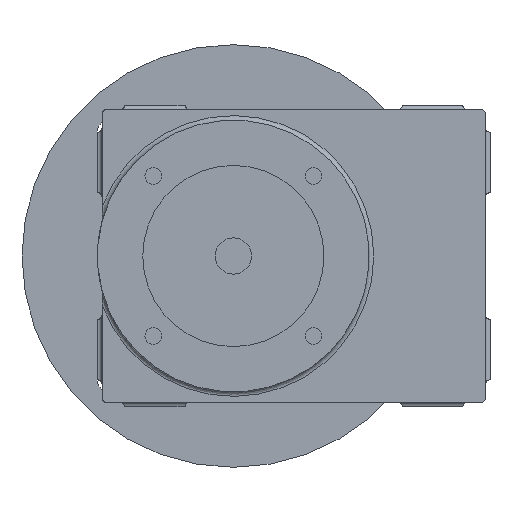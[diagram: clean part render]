
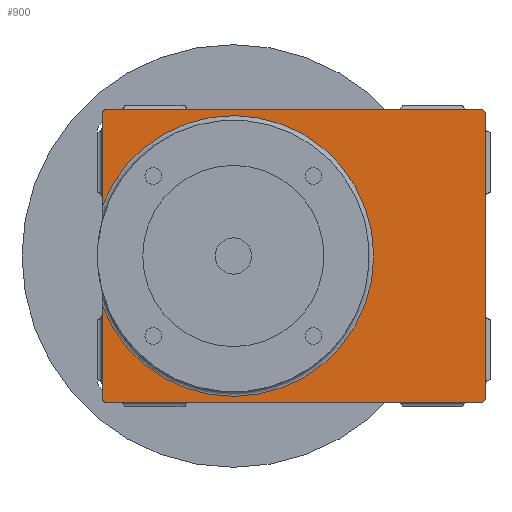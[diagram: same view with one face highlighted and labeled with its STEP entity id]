
A CAD part, left-side view. The second image highlights one B-rep face of the part: STEP entity #900.
In plain terms, the highlighted planar face has unit normal (-1, 0, 0).
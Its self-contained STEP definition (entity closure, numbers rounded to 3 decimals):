
#719=CARTESIAN_POINT('',(1.5,43.5,-16.432));
#720=VERTEX_POINT('',#719);
#736=CARTESIAN_POINT('',(1.5,43.5,16.432));
#737=VERTEX_POINT('',#736);
#738=CARTESIAN_POINT('',(1.5,0.,0.0));
#739=DIRECTION('',(-1.0,0.0,0.0));
#740=DIRECTION('',(0.0,-1.0,0.0));
#741=AXIS2_PLACEMENT_3D('',#738,#739,#740);
#742=CIRCLE('',#741,46.5);
#743=EDGE_CURVE('',#720,#737,#742,.T.);
#818=CARTESIAN_POINT('',(1.5,-83.5,0.0));
#819=DIRECTION('',(-1.0,0.0,0.0));
#820=DIRECTION('',(0.0,0.0,1.0));
#821=AXIS2_PLACEMENT_3D('',#818,#819,#820);
#822=PLANE('',#821);
#823=ORIENTED_EDGE('',*,*,#743,.F.);
#824=CARTESIAN_POINT('',(1.5,43.5,-47.));
#825=VERTEX_POINT('',#824);
#826=CARTESIAN_POINT('',(1.5,43.5,-47.));
#827=DIRECTION('',(0.0,0.0,1.0));
#828=VECTOR('',#827,30.568);
#829=LINE('',#826,#828);
#830=EDGE_CURVE('',#825,#720,#829,.T.);
#831=ORIENTED_EDGE('',*,*,#830,.F.);
#832=CARTESIAN_POINT('',(1.5,42.,-48.5));
#833=VERTEX_POINT('',#832);
#834=CARTESIAN_POINT('',(1.5,42.,-47.));
#835=DIRECTION('',(1.,0.0,0.0));
#836=DIRECTION('',(0.0,0.707,-0.707));
#837=AXIS2_PLACEMENT_3D('',#834,#835,#836);
#838=CIRCLE('',#837,1.5);
#839=EDGE_CURVE('',#833,#825,#838,.T.);
#840=ORIENTED_EDGE('',*,*,#839,.F.);
#841=CARTESIAN_POINT('',(1.5,-82.0,-48.5));
#842=VERTEX_POINT('',#841);
#843=CARTESIAN_POINT('',(1.5,42.,-48.5));
#844=DIRECTION('',(0.0,-1.0,0.0));
#845=VECTOR('',#844,124.);
#846=LINE('',#843,#845);
#847=EDGE_CURVE('',#833,#842,#846,.T.);
#848=ORIENTED_EDGE('',*,*,#847,.T.);
#849=CARTESIAN_POINT('',(1.5,-83.5,-47.));
#850=VERTEX_POINT('',#849);
#851=CARTESIAN_POINT('',(1.5,-82.,-47.));
#852=DIRECTION('',(1.0,0.0,0.0));
#853=DIRECTION('',(0.0,-0.707,-0.707));
#854=AXIS2_PLACEMENT_3D('',#851,#852,#853);
#855=CIRCLE('',#854,1.5);
#856=EDGE_CURVE('',#850,#842,#855,.T.);
#857=ORIENTED_EDGE('',*,*,#856,.F.);
#858=CARTESIAN_POINT('',(1.5,-83.5,47.));
#859=VERTEX_POINT('',#858);
#860=CARTESIAN_POINT('',(1.5,-83.5,-47.));
#861=DIRECTION('',(0.0,0.0,1.0));
#862=VECTOR('',#861,94.);
#863=LINE('',#860,#862);
#864=EDGE_CURVE('',#850,#859,#863,.T.);
#865=ORIENTED_EDGE('',*,*,#864,.T.);
#866=CARTESIAN_POINT('',(1.5,-82.0,48.5));
#867=VERTEX_POINT('',#866);
#868=CARTESIAN_POINT('',(1.5,-82.,47.));
#869=DIRECTION('',(1.0,0.0,0.0));
#870=DIRECTION('',(0.0,-0.707,0.707));
#871=AXIS2_PLACEMENT_3D('',#868,#869,#870);
#872=CIRCLE('',#871,1.5);
#873=EDGE_CURVE('',#867,#859,#872,.T.);
#874=ORIENTED_EDGE('',*,*,#873,.F.);
#875=CARTESIAN_POINT('',(1.5,42.,48.5));
#876=VERTEX_POINT('',#875);
#877=CARTESIAN_POINT('',(1.5,-82.,48.5));
#878=DIRECTION('',(0.0,1.0,0.0));
#879=VECTOR('',#878,124.);
#880=LINE('',#877,#879);
#881=EDGE_CURVE('',#867,#876,#880,.T.);
#882=ORIENTED_EDGE('',*,*,#881,.T.);
#883=CARTESIAN_POINT('',(1.5,43.5,47.));
#884=VERTEX_POINT('',#883);
#885=CARTESIAN_POINT('',(1.5,42.,47.));
#886=DIRECTION('',(1.,0.0,0.0));
#887=DIRECTION('',(0.0,0.707,0.707));
#888=AXIS2_PLACEMENT_3D('',#885,#886,#887);
#889=CIRCLE('',#888,1.5);
#890=EDGE_CURVE('',#884,#876,#889,.T.);
#891=ORIENTED_EDGE('',*,*,#890,.F.);
#892=CARTESIAN_POINT('',(1.5,43.5,16.432));
#893=DIRECTION('',(0.0,0.0,1.0));
#894=VECTOR('',#893,30.568);
#895=LINE('',#892,#894);
#896=EDGE_CURVE('',#737,#884,#895,.T.);
#897=ORIENTED_EDGE('',*,*,#896,.F.);
#898=EDGE_LOOP('',(#823,#831,#840,#848,#857,#865,#874,#882,#891,#897));
#899=FACE_OUTER_BOUND('',#898,.T.);
#900=ADVANCED_FACE('',(#899),#822,.T.);
